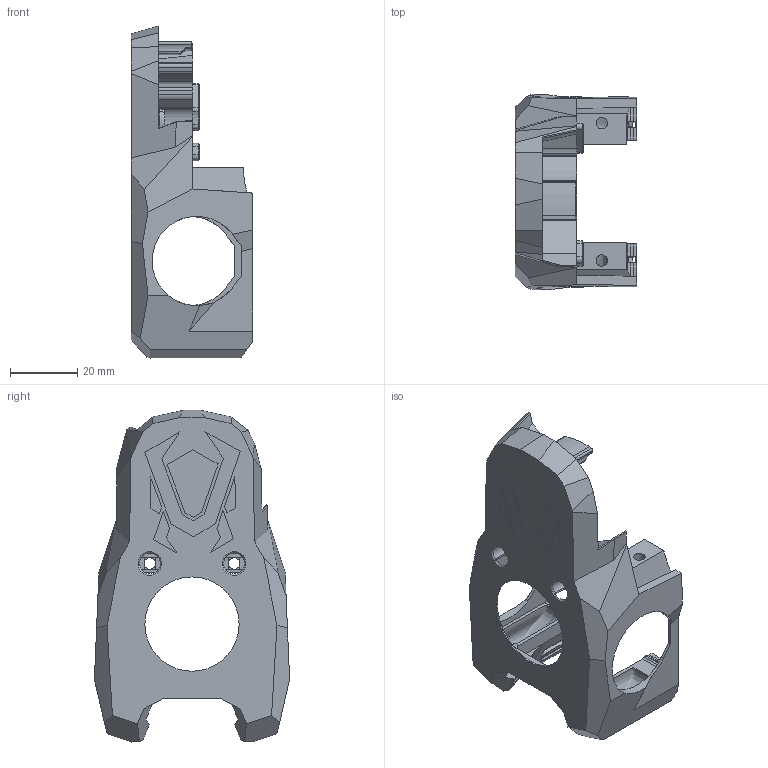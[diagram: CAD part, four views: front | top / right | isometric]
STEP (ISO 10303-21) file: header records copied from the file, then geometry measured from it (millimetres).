
FILE_DESCRIPTION(/* description */ (''),/* implementation_level */ '2;1');
FILE_NAME(/* name */ 'PFA_MiniSB_Cowling.step',/* time_stamp */ '2023-01-08T21:39:07-08:00',/* author */ (''),/* organization */ (''),/* preprocessor_version */ 'ST-DEVELOPER v19.2',/* originating_system */ 'Autodesk Translation Framework v11.17.0.187',/* authorisation */ '');
FILE_SCHEMA (('AUTOMOTIVE_DESIGN { 1 0 10303 214 3 1 1 }'));
Length unit declared in the file: millimetre
Products named in the file (1): Front Cowling
Bounding box: 36.14 x 57.95 x 98.56 mm (x, y, z)
Volume: 39329.4 mm3; surface area: 22415.1 mm2
Topology: 7 solids, 7 shells, 493 faces, 1345 edges, 862 vertices
Faces by surface type: plane 328, cylinder 110, cone 39, bspline 10, sphere 4, torus 2
Full cylindrical faces by diameter (mm): 3.4 x4, 3.7 x1, 4.7 x3, 6 x3, 8.1 x1, 28 x1
Entity records: 20820 total; most frequent: CARTESIAN_POINT 8188, ORIENTED_EDGE 2684, DIRECTION 2538, EDGE_CURVE 1342, LINE 986, VECTOR 986, VERTEX_POINT 862, AXIS2_PLACEMENT_3D 776
